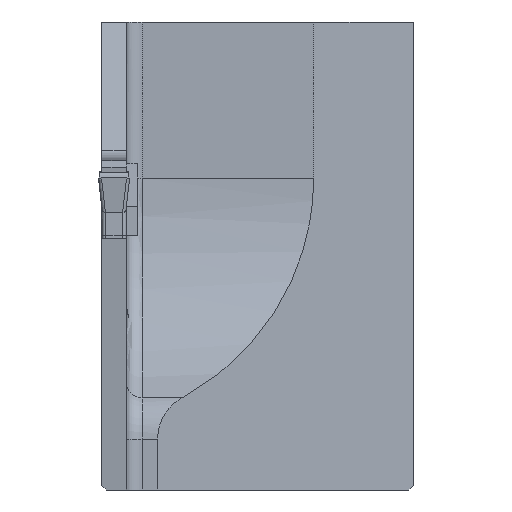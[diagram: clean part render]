
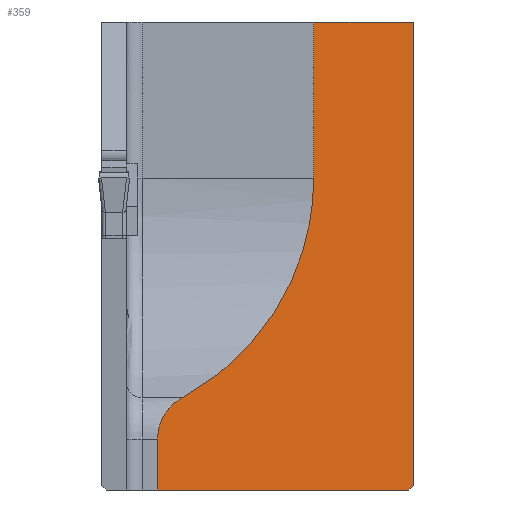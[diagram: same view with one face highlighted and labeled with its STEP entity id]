
A CAD part, left-side view. The second image highlights one B-rep face of the part: STEP entity #359.
In plain terms, the highlighted planar face has unit normal (-0.707, -0.707, 0).
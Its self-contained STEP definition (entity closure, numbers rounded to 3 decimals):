
#308=ELLIPSE('',#1689,4.243,3.);
#309=ELLIPSE('',#1692,22.627,16.);
#359=ADVANCED_FACE('',(#491),#427,.F.);
#427=PLANE('',#1708);
#491=FACE_OUTER_BOUND('',#566,.T.);
#566=EDGE_LOOP('',(#784,#785,#786,#787,#788,#789,#790,#791));
#784=ORIENTED_EDGE('',*,*,#1231,.F.);
#785=ORIENTED_EDGE('',*,*,#1229,.F.);
#786=ORIENTED_EDGE('',*,*,#1226,.F.);
#787=ORIENTED_EDGE('',*,*,#1233,.F.);
#788=ORIENTED_EDGE('',*,*,#1201,.F.);
#789=ORIENTED_EDGE('',*,*,#1187,.F.);
#790=ORIENTED_EDGE('',*,*,#1193,.F.);
#791=ORIENTED_EDGE('',*,*,#1177,.F.);
#1050=VERTEX_POINT('',#2212);
#1051=VERTEX_POINT('',#2214);
#1056=VERTEX_POINT('',#2228);
#1058=VERTEX_POINT('',#2232);
#1068=VERTEX_POINT('',#2261);
#1075=VERTEX_POINT('',#2303);
#1078=VERTEX_POINT('',#2308);
#1079=VERTEX_POINT('',#2312);
#1177=EDGE_CURVE('',#1050,#1051,#1369,.T.);
#1187=EDGE_CURVE('',#1058,#1056,#1379,.T.);
#1193=EDGE_CURVE('',#1051,#1058,#1384,.T.);
#1201=EDGE_CURVE('',#1056,#1068,#1392,.T.);
#1226=EDGE_CURVE('',#1078,#1075,#308,.T.);
#1229=EDGE_CURVE('',#1075,#1079,#309,.T.);
#1231=EDGE_CURVE('',#1079,#1050,#1415,.T.);
#1233=EDGE_CURVE('',#1068,#1078,#1417,.T.);
#1369=LINE('',#2213,#1522);
#1379=LINE('',#2233,#1532);
#1384=LINE('',#2244,#1537);
#1392=LINE('',#2260,#1545);
#1415=LINE('',#2318,#1568);
#1417=LINE('',#2321,#1570);
#1522=VECTOR('',#1811,1.);
#1532=VECTOR('',#1825,1.);
#1537=VECTOR('',#1834,1.);
#1545=VECTOR('',#1848,1.);
#1568=VECTOR('',#1915,1.);
#1570=VECTOR('',#1919,1.);
#1689=AXIS2_PLACEMENT_3D('',#2309,#1903,#1904);
#1692=AXIS2_PLACEMENT_3D('',#2315,#1910,#1911);
#1708=AXIS2_PLACEMENT_3D('',#2356,#1948,#1949);
#1811=DIRECTION('',(0.707,-0.707,0.));
#1825=DIRECTION('',(-0.577,0.577,-0.577));
#1834=DIRECTION('',(0.,0.,-1.));
#1848=DIRECTION('',(-0.707,0.707,0.));
#1903=DIRECTION('',(0.707,0.707,0.));
#1904=DIRECTION('',(-0.707,0.707,0.));
#1910=DIRECTION('',(-0.707,-0.707,0.));
#1911=DIRECTION('',(-0.707,0.707,0.));
#1915=DIRECTION('',(0.,0.,1.));
#1919=DIRECTION('',(0.,0.,1.));
#1948=DIRECTION('',(0.707,0.707,0.));
#1949=DIRECTION('',(0.707,-0.707,0.));
#2212=CARTESIAN_POINT('',(16.,-13.6,10.));
#2213=CARTESIAN_POINT('',(6.,-3.6,10.));
#2214=CARTESIAN_POINT('',(22.4,-20.,10.));
#2228=CARTESIAN_POINT('',(22.1,-19.7,-20.));
#2232=CARTESIAN_POINT('',(22.4,-20.,-19.7));
#2233=CARTESIAN_POINT('',(6.367,-3.967,-35.733));
#2244=CARTESIAN_POINT('',(22.4,-20.,-35.));
#2260=CARTESIAN_POINT('',(6.,-3.6,-20.));
#2261=CARTESIAN_POINT('',(6.,-3.6,-20.));
#2303=CARTESIAN_POINT('',(7.579,-5.179,-14.091));
#2308=CARTESIAN_POINT('',(6.,-3.6,-16.733));
#2309=CARTESIAN_POINT('',(9.,-6.6,-16.733));
#2312=CARTESIAN_POINT('',(16.,-13.6,0.));
#2315=CARTESIAN_POINT('',(0.,2.4,0.));
#2318=CARTESIAN_POINT('',(16.,-13.6,-35.));
#2321=CARTESIAN_POINT('',(6.,-3.6,-35.));
#2356=CARTESIAN_POINT('',(6.,-3.6,-35.));
